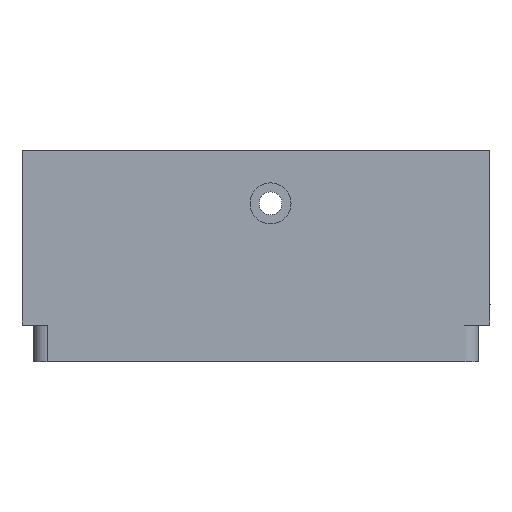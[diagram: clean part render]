
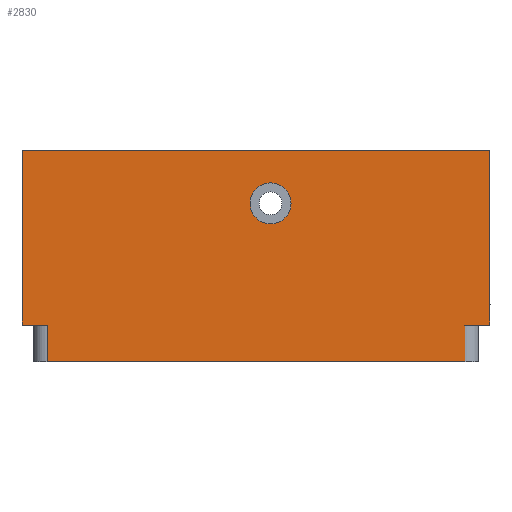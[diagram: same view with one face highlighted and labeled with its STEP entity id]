
A CAD part, left-side view. The second image highlights one B-rep face of the part: STEP entity #2830.
In plain terms, the highlighted planar face has unit normal (-1, 0, 0).
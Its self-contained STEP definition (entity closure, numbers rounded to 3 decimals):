
#30=FACE_BOUND('',#423,.T.);
#117=CIRCLE('',#2982,2.25);
#146=CIRCLE('',#3049,1.5);
#264=FACE_OUTER_BOUND('',#422,.T.);
#422=EDGE_LOOP('',(#2346,#2347,#2348,#2349,#2350,#2351,#2352,#2353,#2354,
#2355));
#423=EDGE_LOOP('',(#2356));
#500=LINE('',#3955,#824);
#545=LINE('',#4072,#869);
#554=LINE('',#4091,#878);
#731=LINE('',#4576,#1055);
#732=LINE('',#4579,#1056);
#733=LINE('',#4584,#1057);
#740=LINE('',#4606,#1064);
#741=LINE('',#4608,#1065);
#742=LINE('',#4609,#1066);
#824=VECTOR('',#3158,10.);
#869=VECTOR('',#3261,10.);
#878=VECTOR('',#3274,10.);
#1055=VECTOR('',#3687,10.);
#1056=VECTOR('',#3690,10.);
#1057=VECTOR('',#3695,10.);
#1064=VECTOR('',#3724,10.);
#1065=VECTOR('',#3727,10.);
#1066=VECTOR('',#3728,10.);
#1142=VERTEX_POINT('',#3952);
#1143=VERTEX_POINT('',#3954);
#1185=VERTEX_POINT('',#4069);
#1186=VERTEX_POINT('',#4071);
#1194=VERTEX_POINT('',#4089);
#1297=VERTEX_POINT('',#4381);
#1356=VERTEX_POINT('',#4575);
#1357=VERTEX_POINT('',#4577);
#1358=VERTEX_POINT('',#4581);
#1359=VERTEX_POINT('',#4583);
#1363=VERTEX_POINT('',#4604);
#1416=EDGE_CURVE('',#1142,#1143,#500,.T.);
#1474=EDGE_CURVE('',#1185,#1186,#545,.T.);
#1484=EDGE_CURVE('',#1194,#1185,#554,.T.);
#1616=EDGE_CURVE('',#1297,#1297,#117,.T.);
#1713=EDGE_CURVE('',#1356,#1194,#731,.T.);
#1715=EDGE_CURVE('',#1357,#1356,#732,.T.);
#1716=EDGE_CURVE('',#1143,#1358,#146,.T.);
#1717=EDGE_CURVE('',#1359,#1358,#733,.T.);
#1729=EDGE_CURVE('',#1363,#1142,#740,.T.);
#1730=EDGE_CURVE('',#1186,#1363,#741,.T.);
#1731=EDGE_CURVE('',#1357,#1359,#742,.T.);
#2346=ORIENTED_EDGE('',*,*,#1716,.F.);
#2347=ORIENTED_EDGE('',*,*,#1416,.F.);
#2348=ORIENTED_EDGE('',*,*,#1729,.F.);
#2349=ORIENTED_EDGE('',*,*,#1730,.F.);
#2350=ORIENTED_EDGE('',*,*,#1474,.F.);
#2351=ORIENTED_EDGE('',*,*,#1484,.F.);
#2352=ORIENTED_EDGE('',*,*,#1713,.F.);
#2353=ORIENTED_EDGE('',*,*,#1715,.F.);
#2354=ORIENTED_EDGE('',*,*,#1731,.T.);
#2355=ORIENTED_EDGE('',*,*,#1717,.T.);
#2356=ORIENTED_EDGE('',*,*,#1616,.T.);
#2699=PLANE('',#3061);
#2830=ADVANCED_FACE('',(#264,#30),#2699,.T.);
#2982=AXIS2_PLACEMENT_3D('',#4383,#3488,#3489);
#3049=AXIS2_PLACEMENT_3D('',#4582,#3693,#3694);
#3061=AXIS2_PLACEMENT_3D('',#4607,#3725,#3726);
#3158=DIRECTION('',(0.,1.,0.));
#3261=DIRECTION('',(0.,0.,1.));
#3274=DIRECTION('',(0.,1.,0.));
#3488=DIRECTION('center_axis',(1.,0.,0.));
#3489=DIRECTION('ref_axis',(0.,0.,
1.));
#3687=DIRECTION('',(0.,1.,0.));
#3690=DIRECTION('',(0.,0.,1.));
#3693=DIRECTION('center_axis',(0.,0.,-1.));
#3694=DIRECTION('ref_axis',(-1.,0.,0.));
#3695=DIRECTION('',(0.,0.,1.));
#3724=DIRECTION('',(0.,0.,-1.));
#3725=DIRECTION('center_axis',(-1.,0.,0.));
#3726=DIRECTION('ref_axis',(0.,-1.,0.));
#3727=DIRECTION('',(0.,-1.,0.));
#3728=DIRECTION('',(0.,-1.,0.));
#3952=CARTESIAN_POINT('',(0.659,1.265,4.32));
#3954=CARTESIAN_POINT('',(0.659,4.024,4.32));
#3955=CARTESIAN_POINT('',(0.659,38.407,4.32));
#4069=CARTESIAN_POINT('',(0.659,52.63,4.32));
#4071=CARTESIAN_POINT('',(0.659,52.63,23.52));
#4072=CARTESIAN_POINT('',(0.659,52.63,4.32));
#4089=CARTESIAN_POINT('',(0.659,49.871,4.32));
#4091=CARTESIAN_POINT('',(0.659,38.407,4.32));
#4381=CARTESIAN_POINT('',(0.659,25.35,15.42));
#4383=CARTESIAN_POINT('Origin',(0.659,25.35,17.67));
#4575=CARTESIAN_POINT('',(0.659,49.87,4.32));
#4576=CARTESIAN_POINT('',(0.659,38.407,4.32));
#4577=CARTESIAN_POINT('',(0.659,49.87,0.27));
#4579=CARTESIAN_POINT('',(0.659,49.87,0.27));
#4581=CARTESIAN_POINT('',(0.659,4.025,4.32));
#4582=CARTESIAN_POINT('Origin',(2.159,4.025,4.32));
#4583=CARTESIAN_POINT('',(0.659,4.025,0.27));
#4584=CARTESIAN_POINT('',(0.659,4.025,0.27));
#4604=CARTESIAN_POINT('',(0.659,1.265,23.52));
#4606=CARTESIAN_POINT('',(0.659,1.265,4.32));
#4607=CARTESIAN_POINT('Origin',(0.659,49.87,0.27));
#4608=CARTESIAN_POINT('',(0.659,38.407,23.52));
#4609=CARTESIAN_POINT('',(0.659,49.87,0.27));
